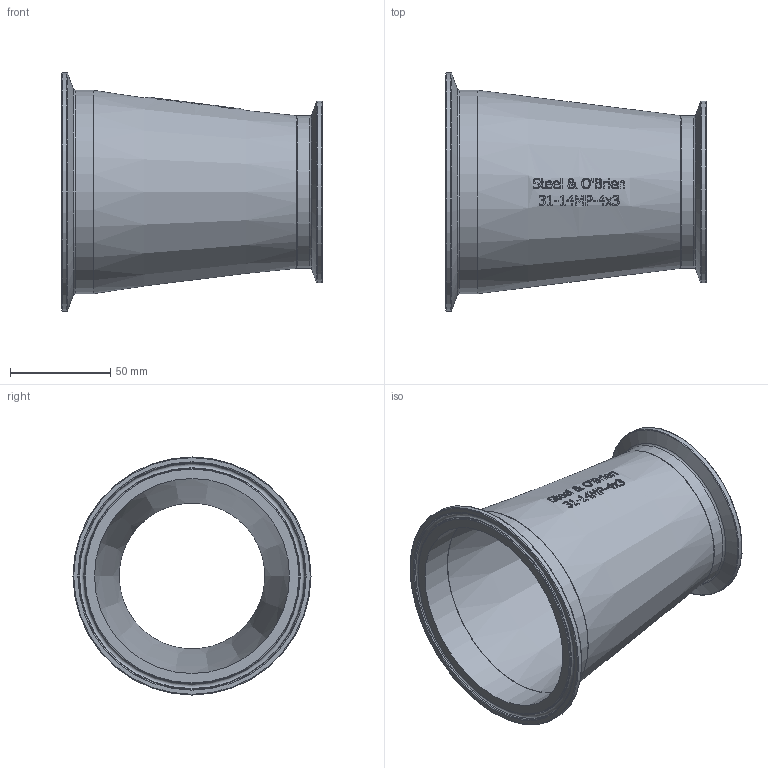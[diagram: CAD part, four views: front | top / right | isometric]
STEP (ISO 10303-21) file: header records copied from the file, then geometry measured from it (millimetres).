
FILE_DESCRIPTION(/* description */ (''),/* implementation_level */ '2;1');
FILE_NAME(/* name */ '31-14MP-4x3.stp',/* time_stamp */ '2021-06-28T14:06:14-04:00',/* author */ ('rick'),/* organization */ (''),/* preprocessor_version */ 'ST-DEVELOPER v18',/* originating_system */ 'Autodesk Inventor 2020',/* authorisation */ '');
FILE_SCHEMA (('AUTOMOTIVE_DESIGN { 1 0 10303 214 3 1 1 }'));
Length unit declared in the file: inch
Products named in the file (1): 31-14MP-4x3
Bounding box: 130.18 x 118.92 x 118.92 mm (x, y, z)
Volume: 86941.9 mm3; surface area: 82683.3 mm2
Topology: 1 solids, 1 shells, 426 faces, 1184 edges, 802 vertices
Faces by surface type: plane 193, bspline 167, cone 44, torus 16, cylinder 6
Full cylindrical faces by diameter (mm): 72.898 x1, 76.2 x1, 90.907 x1, 97.384 x1, 101.6 x1, 118.923 x1
Entity records: 17365 total; most frequent: CARTESIAN_POINT 7135, ORIENTED_EDGE 2368, DIRECTION 1676, EDGE_CURVE 1184, VERTEX_POINT 802, AXIS2_PLACEMENT_3D 570, LINE 536, VECTOR 536
